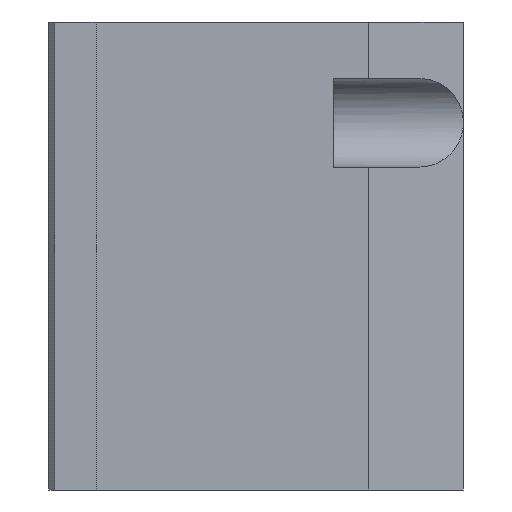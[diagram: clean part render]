
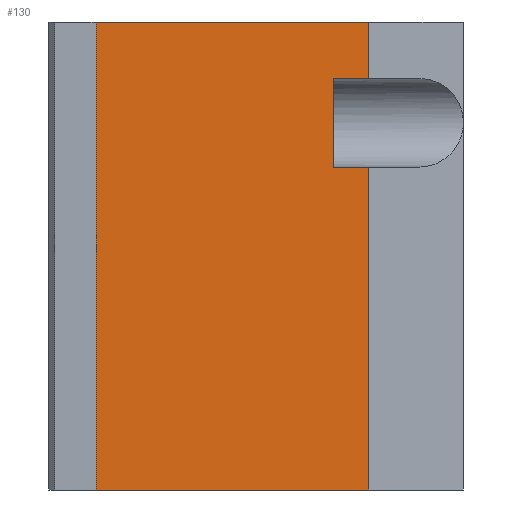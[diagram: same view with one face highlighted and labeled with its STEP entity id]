
A CAD part, left-side view. The second image highlights one B-rep face of the part: STEP entity #130.
In plain terms, the highlighted planar face has unit normal (-1, 0, 0).
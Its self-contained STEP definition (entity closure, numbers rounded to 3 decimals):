
#130 = ADVANCED_FACE( '', ( #266 ), #267, .T. );
#266 = FACE_OUTER_BOUND( '', #417, .T. );
#267 = PLANE( '', #418 );
#417 = EDGE_LOOP( '', ( #886, #887, #888, #889, #890, #891, #892, #893 ) );
#418 = AXIS2_PLACEMENT_3D( '', #894, #895, #896 );
#886 = ORIENTED_EDGE( '', *, *, #1157, .T. );
#887 = ORIENTED_EDGE( '', *, *, #1146, .T. );
#888 = ORIENTED_EDGE( '', *, *, #1152, .T. );
#889 = ORIENTED_EDGE( '', *, *, #1167, .T. );
#890 = ORIENTED_EDGE( '', *, *, #1168, .T. );
#891 = ORIENTED_EDGE( '', *, *, #1169, .F. );
#892 = ORIENTED_EDGE( '', *, *, #1111, .T. );
#893 = ORIENTED_EDGE( '', *, *, #1170, .T. );
#894 = CARTESIAN_POINT( '', ( -42.5, 16., 0. ) );
#895 = DIRECTION( '', ( -1., 0., 0. ) );
#896 = DIRECTION( '', ( 0., -1., 0. ) );
#1111 = EDGE_CURVE( '', #1368, #1366, #1369, .T. );
#1146 = EDGE_CURVE( '', #1420, #1421, #1422, .T. );
#1152 = EDGE_CURVE( '', #1421, #1431, #1432, .T. );
#1157 = EDGE_CURVE( '', #1439, #1420, #1440, .T. );
#1167 = EDGE_CURVE( '', #1431, #1454, #1455, .T. );
#1168 = EDGE_CURVE( '', #1454, #1456, #1457, .T. );
#1169 = EDGE_CURVE( '', #1368, #1456, #1458, .T. );
#1170 = EDGE_CURVE( '', #1366, #1439, #1459, .T. );
#1366 = VERTEX_POINT( '', #1774 );
#1368 = VERTEX_POINT( '', #1777 );
#1369 = LINE( '', #1778, #1779 );
#1420 = VERTEX_POINT( '', #1846 );
#1421 = VERTEX_POINT( '', #1847 );
#1422 = LINE( '', #1848, #1849 );
#1431 = VERTEX_POINT( '', #1862 );
#1432 = LINE( '', #1863, #1864 );
#1439 = VERTEX_POINT( '', #1875 );
#1440 = LINE( '', #1876, #1877 );
#1454 = VERTEX_POINT( '', #1898 );
#1455 = LINE( '', #1899, #1900 );
#1456 = VERTEX_POINT( '', #1901 );
#1457 = LINE( '', #1902, #1903 );
#1458 = LINE( '', #1904, #1905 );
#1459 = LINE( '', #1906, #1907 );
#1774 = CARTESIAN_POINT( '', ( -42.5, 16., 0. ) );
#1777 = CARTESIAN_POINT( '', ( -42.5, 62., 0. ) );
#1778 = CARTESIAN_POINT( '', ( -42.5, 62., 0. ) );
#1779 = VECTOR( '', #2126, 1. );
#1846 = CARTESIAN_POINT( '', ( -42.5, 22., 54.5 ) );
#1847 = CARTESIAN_POINT( '', ( -42.5, 22., 69.5 ) );
#1848 = CARTESIAN_POINT( '', ( -42.5, 22., 0. ) );
#1849 = VECTOR( '', #2197, 1. );
#1862 = CARTESIAN_POINT( '', ( -42.5, 16., 69.5 ) );
#1863 = CARTESIAN_POINT( '', ( -42.5, 8., 69.5 ) );
#1864 = VECTOR( '', #2205, 1. );
#1875 = CARTESIAN_POINT( '', ( -42.5, 16., 54.5 ) );
#1876 = CARTESIAN_POINT( '', ( -42.5, 8., 54.5 ) );
#1877 = VECTOR( '', #2210, 1. );
#1898 = CARTESIAN_POINT( '', ( -42.5, 16., 79. ) );
#1899 = CARTESIAN_POINT( '', ( -42.5, 16., 0. ) );
#1900 = VECTOR( '', #2224, 1. );
#1901 = CARTESIAN_POINT( '', ( -42.5, 62., 79. ) );
#1902 = CARTESIAN_POINT( '', ( -42.5, 62., 79. ) );
#1903 = VECTOR( '', #2225, 1. );
#1904 = CARTESIAN_POINT( '', ( -42.5, 62., 0. ) );
#1905 = VECTOR( '', #2226, 1. );
#1906 = CARTESIAN_POINT( '', ( -42.5, 16., 0. ) );
#1907 = VECTOR( '', #2227, 1. );
#2126 = DIRECTION( '', ( 0., -1., 0. ) );
#2197 = DIRECTION( '', ( 0., 0., 1. ) );
#2205 = DIRECTION( '', ( 0., -1., 0. ) );
#2210 = DIRECTION( '', ( 0., 1., 0. ) );
#2224 = DIRECTION( '', ( 0., 0., 1. ) );
#2225 = DIRECTION( '', ( 0., 1., 0. ) );
#2226 = DIRECTION( '', ( 0., 0., 1. ) );
#2227 = DIRECTION( '', ( 0., 0., 1. ) );
